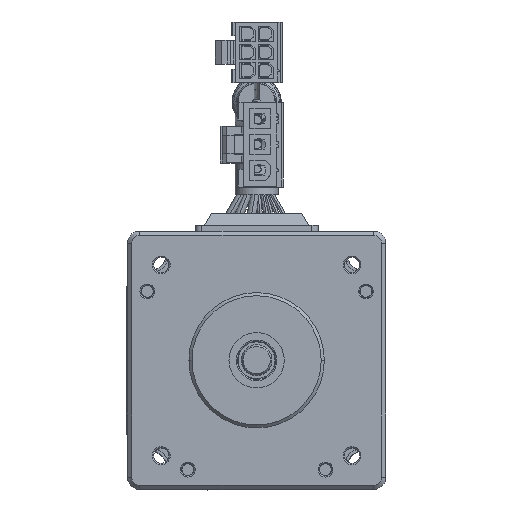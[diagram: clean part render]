
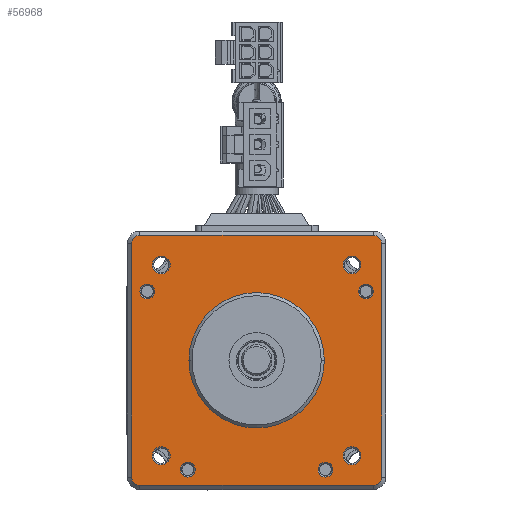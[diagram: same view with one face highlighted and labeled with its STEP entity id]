
A CAD part, top view. The second image highlights one B-rep face of the part: STEP entity #56968.
In plain terms, the highlighted planar face has unit normal (0, 0, 1).
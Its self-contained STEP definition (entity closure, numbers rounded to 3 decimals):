
#53526=DIRECTION('',(0.,1.,0.));
#53527=VECTOR('',#53526,38.);
#53528=CARTESIAN_POINT('',(20.3,-19.,-1.5));
#53529=LINE('',#53528,#53527);
#53543=DIRECTION('',(-1.,0.,0.));
#53544=VECTOR('',#53543,38.);
#53545=CARTESIAN_POINT('',(19.,20.3,-1.5));
#53546=LINE('',#53545,#53544);
#53560=DIRECTION('',(0.,-1.,0.));
#53561=VECTOR('',#53560,38.);
#53562=CARTESIAN_POINT('',(-20.3,19.,-1.5));
#53563=LINE('',#53562,#53561);
#53577=DIRECTION('',(1.,0.,0.));
#53578=VECTOR('',#53577,38.);
#53579=CARTESIAN_POINT('',(-19.,-20.3,-1.5));
#53580=LINE('',#53579,#53578);
#53581=CARTESIAN_POINT('',(19.,19.,-1.5));
#53582=DIRECTION('',(0.,0.,-1.));
#53583=DIRECTION('',(0.,1.,0.));
#53584=AXIS2_PLACEMENT_3D('',#53581,#53582,#53583);
#53586=CARTESIAN_POINT('',(19.,-19.,-1.5));
#53587=DIRECTION('',(0.,0.,-1.));
#53588=DIRECTION('',(1.,0.,0.));
#53589=AXIS2_PLACEMENT_3D('',#53586,#53587,#53588);
#53591=CARTESIAN_POINT('',(-19.,-19.,-1.5));
#53592=DIRECTION('',(0.,0.,-1.));
#53593=DIRECTION('',(0.,-1.,0.));
#53594=AXIS2_PLACEMENT_3D('',#53591,#53592,#53593);
#53596=CARTESIAN_POINT('',(-19.,19.,-1.5));
#53597=DIRECTION('',(0.,0.,-1.));
#53598=DIRECTION('',(-1.,0.,0.));
#53599=AXIS2_PLACEMENT_3D('',#53596,#53597,#53598);
#53601=CARTESIAN_POINT('',(-15.5,15.5,-1.5));
#53602=DIRECTION('',(0.,0.,1.));
#53603=DIRECTION('',(-1.,0.,0.));
#53604=AXIS2_PLACEMENT_3D('',#53601,#53602,#53603);
#53606=CARTESIAN_POINT('',(-15.5,15.5,-1.5));
#53607=DIRECTION('',(0.,0.,1.));
#53608=DIRECTION('',(1.,0.,0.));
#53609=AXIS2_PLACEMENT_3D('',#53606,#53607,#53608);
#53611=CARTESIAN_POINT('',(15.5,-15.5,-1.5));
#53612=DIRECTION('',(0.,0.,1.));
#53613=DIRECTION('',(-1.,0.,0.));
#53614=AXIS2_PLACEMENT_3D('',#53611,#53612,#53613);
#53616=CARTESIAN_POINT('',(15.5,-15.5,-1.5));
#53617=DIRECTION('',(0.,0.,1.));
#53618=DIRECTION('',(1.,0.,0.));
#53619=AXIS2_PLACEMENT_3D('',#53616,#53617,#53618);
#53621=CARTESIAN_POINT('',(15.5,15.5,-1.5));
#53622=DIRECTION('',(0.,0.,1.));
#53623=DIRECTION('',(-1.,0.,0.));
#53624=AXIS2_PLACEMENT_3D('',#53621,#53622,#53623);
#53626=CARTESIAN_POINT('',(15.5,15.5,-1.5));
#53627=DIRECTION('',(0.,0.,1.));
#53628=DIRECTION('',(1.,0.,0.));
#53629=AXIS2_PLACEMENT_3D('',#53626,#53627,#53628);
#53631=CARTESIAN_POINT('',(-17.77,11.19,-1.5));
#53632=DIRECTION('',(0.,0.,1.));
#53633=DIRECTION('',(-1.,0.,0.));
#53634=AXIS2_PLACEMENT_3D('',#53631,#53632,#53633);
#53636=CARTESIAN_POINT('',(-17.77,11.19,-1.5));
#53637=DIRECTION('',(0.,0.,1.));
#53638=DIRECTION('',(1.,0.,0.));
#53639=AXIS2_PLACEMENT_3D('',#53636,#53637,#53638);
#53641=CARTESIAN_POINT('',(17.77,11.19,-1.5));
#53642=DIRECTION('',(0.,0.,1.));
#53643=DIRECTION('',(-1.,0.,0.));
#53644=AXIS2_PLACEMENT_3D('',#53641,#53642,#53643);
#53646=CARTESIAN_POINT('',(17.77,11.19,-1.5));
#53647=DIRECTION('',(0.,0.,1.));
#53648=DIRECTION('',(1.,0.,0.));
#53649=AXIS2_PLACEMENT_3D('',#53646,#53647,#53648);
#53651=CARTESIAN_POINT('',(-11.19,-17.77,-1.5));
#53652=DIRECTION('',(0.,0.,1.));
#53653=DIRECTION('',(-1.,0.,0.));
#53654=AXIS2_PLACEMENT_3D('',#53651,#53652,#53653);
#53656=CARTESIAN_POINT('',(-11.19,-17.77,-1.5));
#53657=DIRECTION('',(0.,0.,1.));
#53658=DIRECTION('',(1.,0.,0.));
#53659=AXIS2_PLACEMENT_3D('',#53656,#53657,#53658);
#53661=CARTESIAN_POINT('',(11.19,-17.77,-1.5));
#53662=DIRECTION('',(0.,0.,1.));
#53663=DIRECTION('',(-1.,0.,0.));
#53664=AXIS2_PLACEMENT_3D('',#53661,#53662,#53663);
#53666=CARTESIAN_POINT('',(11.19,-17.77,-1.5));
#53667=DIRECTION('',(0.,0.,1.));
#53668=DIRECTION('',(1.,0.,0.));
#53669=AXIS2_PLACEMENT_3D('',#53666,#53667,#53668);
#53671=CARTESIAN_POINT('',(-15.5,-15.5,-1.5));
#53672=DIRECTION('',(0.,0.,1.));
#53673=DIRECTION('',(-1.,0.,0.));
#53674=AXIS2_PLACEMENT_3D('',#53671,#53672,#53673);
#53676=CARTESIAN_POINT('',(-15.5,-15.5,-1.5));
#53677=DIRECTION('',(0.,0.,1.));
#53678=DIRECTION('',(1.,0.,0.));
#53679=AXIS2_PLACEMENT_3D('',#53676,#53677,#53678);
#53681=CARTESIAN_POINT('',(0.,0.,-1.5));
#53682=DIRECTION('',(0.,0.,1.));
#53683=DIRECTION('',(-1.,0.,0.));
#53684=AXIS2_PLACEMENT_3D('',#53681,#53682,#53683);
#53686=CARTESIAN_POINT('',(0.,0.,-1.5));
#53687=DIRECTION('',(0.,0.,1.));
#53688=DIRECTION('',(1.,0.,0.));
#53689=AXIS2_PLACEMENT_3D('',#53686,#53687,#53688);
#55103=CARTESIAN_POINT('',(-11.,0.,-1.5));
#55104=VERTEX_POINT('',#55103);
#55105=CARTESIAN_POINT('',(11.,0.,-1.5));
#55106=VERTEX_POINT('',#55105);
#55107=CARTESIAN_POINT('',(19.,20.3,-1.5));
#55108=CARTESIAN_POINT('',(20.3,19.,-1.5));
#55109=VERTEX_POINT('',#55107);
#55110=VERTEX_POINT('',#55108);
#55111=CARTESIAN_POINT('',(20.3,-19.,-1.5));
#55112=VERTEX_POINT('',#55111);
#55113=CARTESIAN_POINT('',(19.,-20.3,-1.5));
#55114=VERTEX_POINT('',#55113);
#55115=CARTESIAN_POINT('',(-19.,-20.3,-1.5));
#55116=VERTEX_POINT('',#55115);
#55117=CARTESIAN_POINT('',(-20.3,-19.,-1.5));
#55118=VERTEX_POINT('',#55117);
#55119=CARTESIAN_POINT('',(-20.3,19.,-1.5));
#55120=VERTEX_POINT('',#55119);
#55121=CARTESIAN_POINT('',(-19.,20.3,-1.5));
#55122=VERTEX_POINT('',#55121);
#55123=CARTESIAN_POINT('',(-16.95,15.5,-1.5));
#55124=CARTESIAN_POINT('',(-14.05,15.5,-1.5));
#55125=VERTEX_POINT('',#55123);
#55126=VERTEX_POINT('',#55124);
#55127=CARTESIAN_POINT('',(14.05,-15.5,-1.5));
#55128=CARTESIAN_POINT('',(16.95,-15.5,-1.5));
#55129=VERTEX_POINT('',#55127);
#55130=VERTEX_POINT('',#55128);
#55131=CARTESIAN_POINT('',(14.05,15.5,-1.5));
#55132=CARTESIAN_POINT('',(16.95,15.5,-1.5));
#55133=VERTEX_POINT('',#55131);
#55134=VERTEX_POINT('',#55132);
#55135=CARTESIAN_POINT('',(-18.97,11.19,-1.5));
#55136=CARTESIAN_POINT('',(-16.57,11.19,-1.5));
#55137=VERTEX_POINT('',#55135);
#55138=VERTEX_POINT('',#55136);
#55139=CARTESIAN_POINT('',(16.57,11.19,-1.5));
#55140=CARTESIAN_POINT('',(18.97,11.19,-1.5));
#55141=VERTEX_POINT('',#55139);
#55142=VERTEX_POINT('',#55140);
#55143=CARTESIAN_POINT('',(-12.39,-17.77,-1.5));
#55144=CARTESIAN_POINT('',(-9.99,-17.77,-1.5));
#55145=VERTEX_POINT('',#55143);
#55146=VERTEX_POINT('',#55144);
#55147=CARTESIAN_POINT('',(9.99,-17.77,-1.5));
#55148=CARTESIAN_POINT('',(12.39,-17.77,-1.5));
#55149=VERTEX_POINT('',#55147);
#55150=VERTEX_POINT('',#55148);
#55151=CARTESIAN_POINT('',(-16.95,-15.5,-1.5));
#55152=CARTESIAN_POINT('',(-14.05,-15.5,-1.5));
#55153=VERTEX_POINT('',#55151);
#55154=VERTEX_POINT('',#55152);
#56899=CARTESIAN_POINT('',(0.,11.,-1.5));
#56900=DIRECTION('',(0.,0.,1.));
#56901=DIRECTION('',(1.,0.,0.));
#56902=AXIS2_PLACEMENT_3D('',#56899,#56900,#56901);
#56903=PLANE('',#56902);
#56904=ORIENTED_EDGE('',*,*,#56823,.T.);
#56905=ORIENTED_EDGE('',*,*,#56808,.F.);
#56906=ORIENTED_EDGE('',*,*,#56794,.T.);
#56907=ORIENTED_EDGE('',*,*,#56894,.F.);
#56908=ORIENTED_EDGE('',*,*,#56881,.T.);
#56909=ORIENTED_EDGE('',*,*,#56866,.F.);
#56910=ORIENTED_EDGE('',*,*,#56852,.T.);
#56911=ORIENTED_EDGE('',*,*,#56837,.F.);
#56912=EDGE_LOOP('',(#56904,#56905,#56906,#56907,#56908,#56909,#56910,#56911));
#56913=FACE_OUTER_BOUND('',#56912,.F.);
#56915=ORIENTED_EDGE('',*,*,#56914,.T.);
#56917=ORIENTED_EDGE('',*,*,#56916,.T.);
#56918=EDGE_LOOP('',(#56915,#56917));
#56919=FACE_BOUND('',#56918,.F.);
#56921=ORIENTED_EDGE('',*,*,#56920,.T.);
#56923=ORIENTED_EDGE('',*,*,#56922,.T.);
#56924=EDGE_LOOP('',(#56921,#56923));
#56925=FACE_BOUND('',#56924,.F.);
#56927=ORIENTED_EDGE('',*,*,#56926,.T.);
#56929=ORIENTED_EDGE('',*,*,#56928,.T.);
#56930=EDGE_LOOP('',(#56927,#56929));
#56931=FACE_BOUND('',#56930,.F.);
#56933=ORIENTED_EDGE('',*,*,#56932,.T.);
#56935=ORIENTED_EDGE('',*,*,#56934,.T.);
#56936=EDGE_LOOP('',(#56933,#56935));
#56937=FACE_BOUND('',#56936,.F.);
#56939=ORIENTED_EDGE('',*,*,#56938,.T.);
#56941=ORIENTED_EDGE('',*,*,#56940,.T.);
#56942=EDGE_LOOP('',(#56939,#56941));
#56943=FACE_BOUND('',#56942,.F.);
#56945=ORIENTED_EDGE('',*,*,#56944,.T.);
#56947=ORIENTED_EDGE('',*,*,#56946,.T.);
#56948=EDGE_LOOP('',(#56945,#56947));
#56949=FACE_BOUND('',#56948,.F.);
#56951=ORIENTED_EDGE('',*,*,#56950,.T.);
#56953=ORIENTED_EDGE('',*,*,#56952,.T.);
#56954=EDGE_LOOP('',(#56951,#56953));
#56955=FACE_BOUND('',#56954,.F.);
#56957=ORIENTED_EDGE('',*,*,#56956,.T.);
#56959=ORIENTED_EDGE('',*,*,#56958,.T.);
#56960=EDGE_LOOP('',(#56957,#56959));
#56961=FACE_BOUND('',#56960,.F.);
#56963=ORIENTED_EDGE('',*,*,#56962,.T.);
#56965=ORIENTED_EDGE('',*,*,#56964,.T.);
#56966=EDGE_LOOP('',(#56963,#56965));
#56967=FACE_BOUND('',#56966,.F.);
#56968=ADVANCED_FACE('',(#56913,#56919,#56925,#56931,#56937,#56943,#56949,
#56955,#56961,#56967),#56903,.T.);
#53585=CIRCLE('',#53584,1.3);
#53590=CIRCLE('',#53589,1.3);
#53595=CIRCLE('',#53594,1.3);
#53600=CIRCLE('',#53599,1.3);
#53605=CIRCLE('',#53604,1.45);
#53610=CIRCLE('',#53609,1.45);
#53615=CIRCLE('',#53614,1.45);
#53620=CIRCLE('',#53619,1.45);
#53625=CIRCLE('',#53624,1.45);
#53630=CIRCLE('',#53629,1.45);
#53635=CIRCLE('',#53634,1.2);
#53640=CIRCLE('',#53639,1.2);
#53645=CIRCLE('',#53644,1.2);
#53650=CIRCLE('',#53649,1.2);
#53655=CIRCLE('',#53654,1.2);
#53660=CIRCLE('',#53659,1.2);
#53665=CIRCLE('',#53664,1.2);
#53670=CIRCLE('',#53669,1.2);
#53675=CIRCLE('',#53674,1.45);
#53680=CIRCLE('',#53679,1.45);
#53685=CIRCLE('',#53684,11.);
#53690=CIRCLE('',#53689,11.);
#56794=EDGE_CURVE('',#55112,#55114,#53590,.T.);
#56808=EDGE_CURVE('',#55112,#55110,#53529,.T.);
#56823=EDGE_CURVE('',#55109,#55110,#53585,.T.);
#56837=EDGE_CURVE('',#55109,#55122,#53546,.T.);
#56852=EDGE_CURVE('',#55120,#55122,#53600,.T.);
#56866=EDGE_CURVE('',#55120,#55118,#53563,.T.);
#56881=EDGE_CURVE('',#55116,#55118,#53595,.T.);
#56894=EDGE_CURVE('',#55116,#55114,#53580,.T.);
#56914=EDGE_CURVE('',#55125,#55126,#53605,.T.);
#56916=EDGE_CURVE('',#55126,#55125,#53610,.T.);
#56920=EDGE_CURVE('',#55129,#55130,#53615,.T.);
#56922=EDGE_CURVE('',#55130,#55129,#53620,.T.);
#56926=EDGE_CURVE('',#55133,#55134,#53625,.T.);
#56928=EDGE_CURVE('',#55134,#55133,#53630,.T.);
#56932=EDGE_CURVE('',#55137,#55138,#53635,.T.);
#56934=EDGE_CURVE('',#55138,#55137,#53640,.T.);
#56938=EDGE_CURVE('',#55141,#55142,#53645,.T.);
#56940=EDGE_CURVE('',#55142,#55141,#53650,.T.);
#56944=EDGE_CURVE('',#55145,#55146,#53655,.T.);
#56946=EDGE_CURVE('',#55146,#55145,#53660,.T.);
#56950=EDGE_CURVE('',#55149,#55150,#53665,.T.);
#56952=EDGE_CURVE('',#55150,#55149,#53670,.T.);
#56956=EDGE_CURVE('',#55153,#55154,#53675,.T.);
#56958=EDGE_CURVE('',#55154,#55153,#53680,.T.);
#56962=EDGE_CURVE('',#55104,#55106,#53685,.T.);
#56964=EDGE_CURVE('',#55106,#55104,#53690,.T.);
